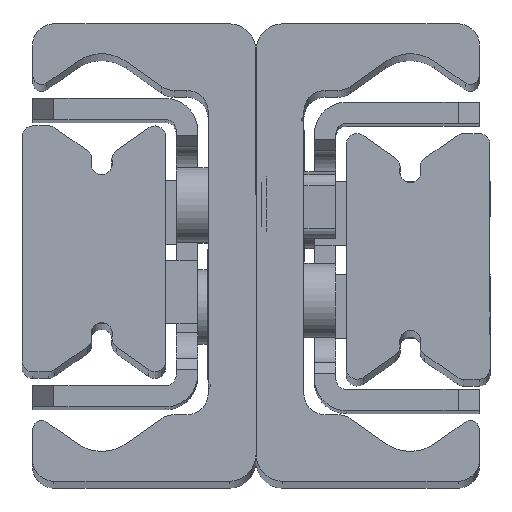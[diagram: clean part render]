
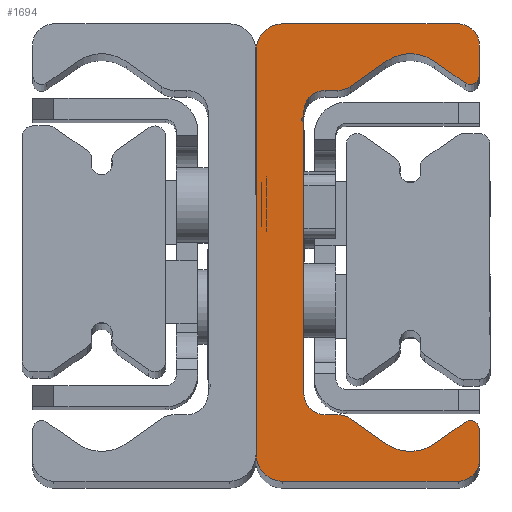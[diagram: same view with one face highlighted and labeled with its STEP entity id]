
A CAD part, top view. The second image highlights one B-rep face of the part: STEP entity #1694.
In plain terms, the highlighted planar face has unit normal (0, 0, 1).
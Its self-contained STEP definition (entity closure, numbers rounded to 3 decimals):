
#676=CARTESIAN_POINT('',(2.499,0.,370.0));
#677=VERTEX_POINT('',#676);
#678=CARTESIAN_POINT('',(-0.001,2.5,370.0));
#679=VERTEX_POINT('',#678);
#680=CARTESIAN_POINT('',(2.499,2.5,370.0));
#681=DIRECTION('',(0.0,0.0,-1.0));
#682=DIRECTION('',(-1.0,0.0,0.0));
#683=AXIS2_PLACEMENT_3D('',#680,#681,#682);
#684=CIRCLE('',#683,2.5);
#685=EDGE_CURVE('',#677,#679,#684,.T.);
#718=CARTESIAN_POINT('',(-0.001,40.5,370.0));
#719=VERTEX_POINT('',#718);
#720=CARTESIAN_POINT('',(-0.001,2.5,370.0));
#721=DIRECTION('',(0.0,1.0,0.0));
#722=VECTOR('',#721,38.0);
#723=LINE('',#720,#722);
#724=EDGE_CURVE('',#679,#719,#723,.T.);
#776=CARTESIAN_POINT('',(2.499,43.0,370.0));
#777=VERTEX_POINT('',#776);
#778=CARTESIAN_POINT('',(2.499,40.5,370.0));
#779=DIRECTION('',(0.0,0.0,-1.0));
#780=DIRECTION('',(0.0,1.0,0.0));
#781=AXIS2_PLACEMENT_3D('',#778,#779,#780);
#782=CIRCLE('',#781,2.5);
#783=EDGE_CURVE('',#719,#777,#782,.T.);
#809=CARTESIAN_POINT('',(18.999,43.,370.0));
#810=VERTEX_POINT('',#809);
#811=CARTESIAN_POINT('',(2.499,43.0,370.0));
#812=DIRECTION('',(1.0,0.0,0.0));
#813=VECTOR('',#812,16.5);
#814=LINE('',#811,#813);
#815=EDGE_CURVE('',#777,#810,#814,.T.);
#840=CARTESIAN_POINT('',(20.999,41.,370.0));
#841=VERTEX_POINT('',#840);
#842=CARTESIAN_POINT('',(18.999,41.,370.0));
#843=DIRECTION('',(0.0,0.0,-1.0));
#844=DIRECTION('',(1.0,0.0,0.0));
#845=AXIS2_PLACEMENT_3D('',#842,#843,#844);
#846=CIRCLE('',#845,2.0);
#847=EDGE_CURVE('',#810,#841,#846,.T.);
#873=CARTESIAN_POINT('',(20.999,38.15,370.0));
#874=VERTEX_POINT('',#873);
#875=CARTESIAN_POINT('',(20.999,41.,370.0));
#876=DIRECTION('',(0.0,-1.0,0.0));
#877=VECTOR('',#876,2.85);
#878=LINE('',#875,#877);
#879=EDGE_CURVE('',#841,#874,#878,.T.);
#904=CARTESIAN_POINT('',(19.662,37.453,370.0));
#905=VERTEX_POINT('',#904);
#906=CARTESIAN_POINT('',(20.149,38.15,370.0));
#907=DIRECTION('',(0.0,0.0,-1.));
#908=DIRECTION('',(-0.574,-0.819,0.0));
#909=AXIS2_PLACEMENT_3D('',#906,#907,#908);
#910=CIRCLE('',#909,0.85);
#911=EDGE_CURVE('',#874,#905,#910,.T.);
#937=CARTESIAN_POINT('',(16.794,39.462,370.0));
#938=VERTEX_POINT('',#937);
#939=CARTESIAN_POINT('',(19.662,37.453,370.0));
#940=DIRECTION('',(-0.819,0.574,0.0));
#941=VECTOR('',#940,3.501);
#942=LINE('',#939,#941);
#943=EDGE_CURVE('',#905,#938,#942,.T.);
#968=CARTESIAN_POINT('',(12.205,39.462,370.0));
#969=VERTEX_POINT('',#968);
#970=CARTESIAN_POINT('',(14.499,36.185,370.0));
#971=DIRECTION('',(0.0,0.0,1.0));
#972=DIRECTION('',(-0.574,-0.819,0.0));
#973=AXIS2_PLACEMENT_3D('',#970,#971,#972);
#974=CIRCLE('',#973,4.0);
#975=EDGE_CURVE('',#938,#969,#974,.T.);
#1001=CARTESIAN_POINT('',(8.849,37.112,370.0));
#1002=VERTEX_POINT('',#1001);
#1003=CARTESIAN_POINT('',(12.205,39.462,370.0));
#1004=DIRECTION('',(-0.819,-0.574,0.0));
#1005=VECTOR('',#1004,4.097);
#1006=LINE('',#1003,#1005);
#1007=EDGE_CURVE('',#969,#1002,#1006,.T.);
#1032=CARTESIAN_POINT('',(7.702,36.75,370.0));
#1033=VERTEX_POINT('',#1032);
#1034=CARTESIAN_POINT('',(7.702,38.75,370.0));
#1035=DIRECTION('',(0.0,0.0,-1.0));
#1036=DIRECTION('',(0.0,-1.0,0.0));
#1037=AXIS2_PLACEMENT_3D('',#1034,#1035,#1036);
#1038=CIRCLE('',#1037,2.0);
#1039=EDGE_CURVE('',#1002,#1033,#1038,.T.);
#1065=CARTESIAN_POINT('',(6.499,36.75,370.0));
#1066=VERTEX_POINT('',#1065);
#1067=CARTESIAN_POINT('',(7.702,36.75,370.0));
#1068=DIRECTION('',(-1.0,0.0,0.0));
#1069=VECTOR('',#1068,1.203);
#1070=LINE('',#1067,#1069);
#1071=EDGE_CURVE('',#1033,#1066,#1070,.T.);
#1096=CARTESIAN_POINT('',(4.499,34.75,370.0));
#1097=VERTEX_POINT('',#1096);
#1098=CARTESIAN_POINT('',(6.499,34.75,370.0));
#1099=DIRECTION('',(0.0,0.0,1.0));
#1100=DIRECTION('',(0.0,-1.0,0.0));
#1101=AXIS2_PLACEMENT_3D('',#1098,#1099,#1100);
#1102=CIRCLE('',#1101,2.0);
#1103=EDGE_CURVE('',#1066,#1097,#1102,.T.);
#1129=CARTESIAN_POINT('',(4.499,34.361,370.0));
#1130=VERTEX_POINT('',#1129);
#1131=CARTESIAN_POINT('',(4.499,34.75,370.0));
#1132=DIRECTION('',(0.0,-1.0,0.0));
#1133=VECTOR('',#1132,0.389);
#1134=LINE('',#1131,#1133);
#1135=EDGE_CURVE('',#1097,#1130,#1134,.T.);
#1160=CARTESIAN_POINT('',(4.411,34.234,370.0));
#1161=VERTEX_POINT('',#1160);
#1162=CARTESIAN_POINT('',(4.363,34.361,370.0));
#1163=DIRECTION('',(0.0,0.0,-1.0));
#1164=DIRECTION('',(0.353,-0.936,0.0));
#1165=AXIS2_PLACEMENT_3D('',#1162,#1163,#1164);
#1166=CIRCLE('',#1165,0.136);
#1167=EDGE_CURVE('',#1130,#1161,#1166,.T.);
#1193=CARTESIAN_POINT('',(4.422,33.762,370.0));
#1194=VERTEX_POINT('',#1193);
#1195=CARTESIAN_POINT('',(4.499,34.0,370.0));
#1196=DIRECTION('',(0.0,0.0,1.));
#1197=DIRECTION('',(0.353,-0.936,0.0));
#1198=AXIS2_PLACEMENT_3D('',#1195,#1196,#1197);
#1199=CIRCLE('',#1198,0.25);
#1200=EDGE_CURVE('',#1161,#1194,#1199,.T.);
#1226=CARTESIAN_POINT('',(4.499,33.656,370.0));
#1227=VERTEX_POINT('',#1226);
#1228=CARTESIAN_POINT('',(4.387,33.656,370.0));
#1229=DIRECTION('',(0.0,0.0,-1.0));
#1230=DIRECTION('',(1.0,0.0,0.0));
#1231=AXIS2_PLACEMENT_3D('',#1228,#1229,#1230);
#1232=CIRCLE('',#1231,0.112);
#1233=EDGE_CURVE('',#1194,#1227,#1232,.T.);
#1259=CARTESIAN_POINT('',(4.499,8.25,370.0));
#1260=VERTEX_POINT('',#1259);
#1261=CARTESIAN_POINT('',(4.499,33.656,370.0));
#1262=DIRECTION('',(0.0,-1.0,0.0));
#1263=VECTOR('',#1262,25.406);
#1264=LINE('',#1261,#1263);
#1265=EDGE_CURVE('',#1227,#1260,#1264,.T.);
#1317=CARTESIAN_POINT('',(6.499,6.25,370.0));
#1318=VERTEX_POINT('',#1317);
#1319=CARTESIAN_POINT('',(6.499,8.25,370.0));
#1320=DIRECTION('',(0.0,0.0,1.0));
#1321=DIRECTION('',(1.0,0.0,0.0));
#1322=AXIS2_PLACEMENT_3D('',#1319,#1320,#1321);
#1323=CIRCLE('',#1322,2.0);
#1324=EDGE_CURVE('',#1260,#1318,#1323,.T.);
#1350=CARTESIAN_POINT('',(7.702,6.25,370.0));
#1351=VERTEX_POINT('',#1350);
#1352=CARTESIAN_POINT('',(6.499,6.25,370.0));
#1353=DIRECTION('',(1.0,0.0,0.0));
#1354=VECTOR('',#1353,1.203);
#1355=LINE('',#1352,#1354);
#1356=EDGE_CURVE('',#1318,#1351,#1355,.T.);
#1381=CARTESIAN_POINT('',(8.849,5.888,370.0));
#1382=VERTEX_POINT('',#1381);
#1383=CARTESIAN_POINT('',(7.702,4.25,370.0));
#1384=DIRECTION('',(0.0,0.0,-1.));
#1385=DIRECTION('',(0.574,0.819,0.0));
#1386=AXIS2_PLACEMENT_3D('',#1383,#1384,#1385);
#1387=CIRCLE('',#1386,2.0);
#1388=EDGE_CURVE('',#1351,#1382,#1387,.T.);
#1414=CARTESIAN_POINT('',(12.205,3.538,370.0));
#1415=VERTEX_POINT('',#1414);
#1416=CARTESIAN_POINT('',(8.849,5.888,370.0));
#1417=DIRECTION('',(0.819,-0.574,0.0));
#1418=VECTOR('',#1417,4.097);
#1419=LINE('',#1416,#1418);
#1420=EDGE_CURVE('',#1382,#1415,#1419,.T.);
#1445=CARTESIAN_POINT('',(16.794,3.538,370.0));
#1446=VERTEX_POINT('',#1445);
#1447=CARTESIAN_POINT('',(14.499,6.815,370.0));
#1448=DIRECTION('',(0.0,0.0,1.0));
#1449=DIRECTION('',(0.574,0.819,0.0));
#1450=AXIS2_PLACEMENT_3D('',#1447,#1448,#1449);
#1451=CIRCLE('',#1450,4.0);
#1452=EDGE_CURVE('',#1415,#1446,#1451,.T.);
#1478=CARTESIAN_POINT('',(19.662,5.547,370.0));
#1479=VERTEX_POINT('',#1478);
#1480=CARTESIAN_POINT('',(16.794,3.538,370.0));
#1481=DIRECTION('',(0.819,0.574,0.0));
#1482=VECTOR('',#1481,3.501);
#1483=LINE('',#1480,#1482);
#1484=EDGE_CURVE('',#1446,#1479,#1483,.T.);
#1509=CARTESIAN_POINT('',(20.999,4.85,370.0));
#1510=VERTEX_POINT('',#1509);
#1511=CARTESIAN_POINT('',(20.149,4.85,370.0));
#1512=DIRECTION('',(0.0,0.0,-1.0));
#1513=DIRECTION('',(1.0,0.0,0.0));
#1514=AXIS2_PLACEMENT_3D('',#1511,#1512,#1513);
#1515=CIRCLE('',#1514,0.85);
#1516=EDGE_CURVE('',#1479,#1510,#1515,.T.);
#1542=CARTESIAN_POINT('',(20.999,2.,370.0));
#1543=VERTEX_POINT('',#1542);
#1544=CARTESIAN_POINT('',(20.999,4.85,370.0));
#1545=DIRECTION('',(0.0,-1.0,0.0));
#1546=VECTOR('',#1545,2.85);
#1547=LINE('',#1544,#1546);
#1548=EDGE_CURVE('',#1510,#1543,#1547,.T.);
#1573=CARTESIAN_POINT('',(18.999,0.,370.0));
#1574=VERTEX_POINT('',#1573);
#1575=CARTESIAN_POINT('',(18.999,2.,370.0));
#1576=DIRECTION('',(0.0,0.0,-1.0));
#1577=DIRECTION('',(0.0,-1.0,0.0));
#1578=AXIS2_PLACEMENT_3D('',#1575,#1576,#1577);
#1579=CIRCLE('',#1578,2.0);
#1580=EDGE_CURVE('',#1543,#1574,#1579,.T.);
#1606=CARTESIAN_POINT('',(18.999,0.,370.0));
#1607=DIRECTION('',(-1.0,0.0,0.0));
#1608=VECTOR('',#1607,16.5);
#1609=LINE('',#1606,#1608);
#1610=EDGE_CURVE('',#1574,#677,#1609,.T.);
#1659=CARTESIAN_POINT('',(7.822,21.517,370.0));
#1660=DIRECTION('',(0.0,0.0,1.0));
#1661=DIRECTION('',(1.0,0.0,0.0));
#1662=AXIS2_PLACEMENT_3D('',#1659,#1660,#1661);
#1663=PLANE('',#1662);
#1664=ORIENTED_EDGE('',*,*,#685,.F.);
#1665=ORIENTED_EDGE('',*,*,#1610,.F.);
#1666=ORIENTED_EDGE('',*,*,#1580,.F.);
#1667=ORIENTED_EDGE('',*,*,#1548,.F.);
#1668=ORIENTED_EDGE('',*,*,#1516,.F.);
#1669=ORIENTED_EDGE('',*,*,#1484,.F.);
#1670=ORIENTED_EDGE('',*,*,#1452,.F.);
#1671=ORIENTED_EDGE('',*,*,#1420,.F.);
#1672=ORIENTED_EDGE('',*,*,#1388,.F.);
#1673=ORIENTED_EDGE('',*,*,#1356,.F.);
#1674=ORIENTED_EDGE('',*,*,#1324,.F.);
#1675=ORIENTED_EDGE('',*,*,#1265,.F.);
#1676=ORIENTED_EDGE('',*,*,#1233,.F.);
#1677=ORIENTED_EDGE('',*,*,#1200,.F.);
#1678=ORIENTED_EDGE('',*,*,#1167,.F.);
#1679=ORIENTED_EDGE('',*,*,#1135,.F.);
#1680=ORIENTED_EDGE('',*,*,#1103,.F.);
#1681=ORIENTED_EDGE('',*,*,#1071,.F.);
#1682=ORIENTED_EDGE('',*,*,#1039,.F.);
#1683=ORIENTED_EDGE('',*,*,#1007,.F.);
#1684=ORIENTED_EDGE('',*,*,#975,.F.);
#1685=ORIENTED_EDGE('',*,*,#943,.F.);
#1686=ORIENTED_EDGE('',*,*,#911,.F.);
#1687=ORIENTED_EDGE('',*,*,#879,.F.);
#1688=ORIENTED_EDGE('',*,*,#847,.F.);
#1689=ORIENTED_EDGE('',*,*,#815,.F.);
#1690=ORIENTED_EDGE('',*,*,#783,.F.);
#1691=ORIENTED_EDGE('',*,*,#724,.F.);
#1692=EDGE_LOOP('',(#1664,#1665,#1666,#1667,#1668,#1669,#1670,#1671,#1672,#1673,#1674,#1675,#1676,#1677,#1678,#1679,#1680,#1681,#1682,#1683,#1684,#1685,#1686,#1687,#1688,#1689,#1690,#1691));
#1693=FACE_OUTER_BOUND('',#1692,.T.);
#1694=ADVANCED_FACE('',(#1693),#1663,.T.);
